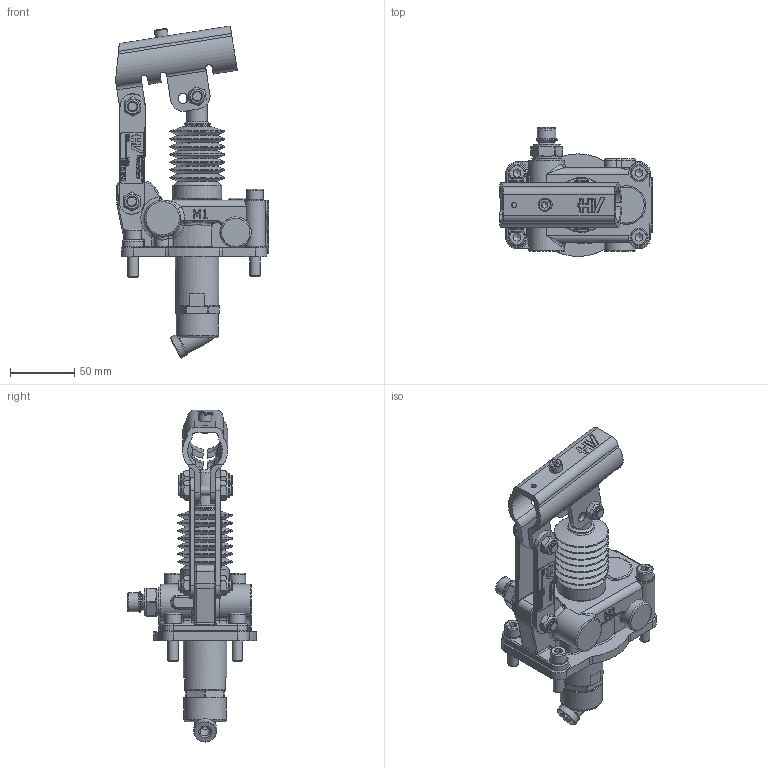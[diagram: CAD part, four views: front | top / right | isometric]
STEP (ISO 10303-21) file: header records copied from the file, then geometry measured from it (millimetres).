
FILE_DESCRIPTION((''),'2;1');
FILE_NAME('6067.0039.00.50_STEP.stp','2020-02-19T12:14:35',('Administrator'),(''),'Autodesk Inventor 2013','Autodesk Inventor 2013','');
FILE_SCHEMA(('CONFIG_CONTROL_DESIGN'));
Length unit declared in the file: millimetre
Products named in the file (1): 6067.0039.00
Bounding box: 119.2 x 100.5 x 258.56 mm (x, y, z)
Volume: 298541.2 mm3; surface area: 134793.7 mm2
Topology: 12 solids, 12 shells, 1404 faces, 3500 edges, 2204 vertices
Faces by surface type: plane 658, cylinder 315, bspline 183, torus 123, cone 112, sphere 13
Full cylindrical faces by diameter (mm): 4 x2, 5 x1, 6 x1, 8 x25, 8.5 x4, 10 x1, 11.05 x6, 12 x4, 13 x4, 13.5 x1, 14 x4, 14.5 x1, 16 x1, 16.5 x1, 18 x2, 20 x2, 21 x2, 22 x1, 23 x1, 24 x1, 28 x2, 29 x10, 33 x1, 34 x1, 38.004 x1
Entity records: 43659 total; most frequent: CARTESIAN_POINT 10974, ORIENTED_EDGE 6472, DIRECTION 6034, EDGE_CURVE 3236, AXIS2_PLACEMENT_3D 2142, VERTEX_POINT 2139, VECTOR 1750, LINE 1750
